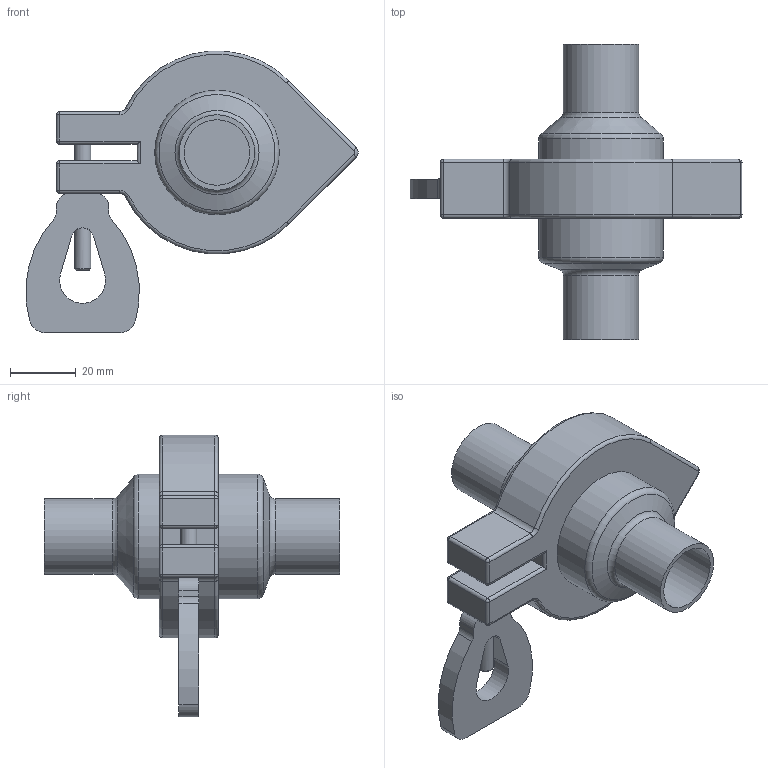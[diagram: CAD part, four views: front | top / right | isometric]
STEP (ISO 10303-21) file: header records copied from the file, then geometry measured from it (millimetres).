
FILE_DESCRIPTION((''),'2;1');
FILE_NAME('LV6CE-020-tube0-01.stp','2012-05-24T15:11:57',('asaokak'),(''),'Autodesk Inventor 2012','Autodesk Inventor 2012','');
FILE_SCHEMA(('AUTOMOTIVE_DESIGN { 1 0 10303 214 1 1 1 1 }'));
Length unit declared in the file: millimetre
Products named in the file (1): LV6CE-020-tube0-01
Bounding box: 101.25 x 90 x 85.9 mm (x, y, z)
Volume: 95775.3 mm3; surface area: 25425.5 mm2
Topology: 1 solids, 1 shells, 93 faces, 211 edges, 124 vertices
Faces by surface type: cylinder 45, plane 23, torus 12, sphere 8, cone 3, bspline 2
Full cylindrical faces by diameter (mm): 5 x2, 20 x2, 23 x2, 38 x2
Entity records: 2586 total; most frequent: CARTESIAN_POINT 519, DIRECTION 474, ORIENTED_EDGE 374, AXIS2_PLACEMENT_3D 196, EDGE_CURVE 187, EDGE_LOOP 118, VERTEX_POINT 117, CIRCLE 100
